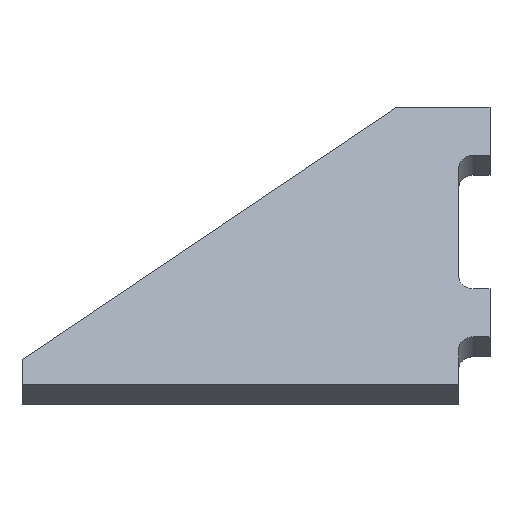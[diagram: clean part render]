
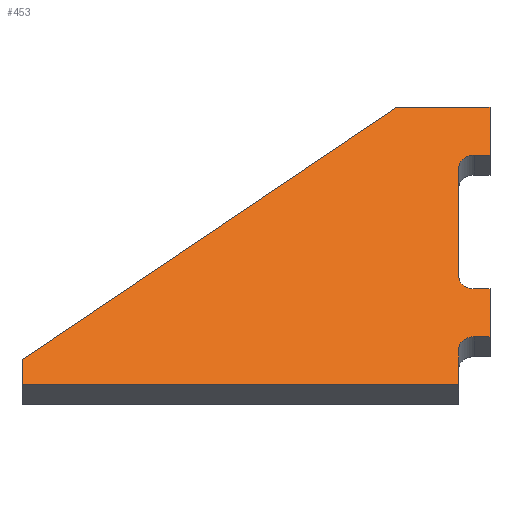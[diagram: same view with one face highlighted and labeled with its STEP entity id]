
A CAD part, left-side view. The second image highlights one B-rep face of the part: STEP entity #453.
In plain terms, the highlighted planar face has unit normal (-0.768, 0, 0.64).
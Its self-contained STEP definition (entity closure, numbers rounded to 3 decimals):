
#57=CARTESIAN_POINT('Line Origine',(92.446,11.,-10.627)) ;
#61=CARTESIAN_POINT('Vertex',(93.726,11.,-9.091)) ;
#63=CARTESIAN_POINT('Vertex',(91.165,11.,-12.164)) ;
#92=CARTESIAN_POINT('Line Origine',(82.746,11.,-22.267)) ;
#96=CARTESIAN_POINT('Vertex',(84.026,11.,-20.731)) ;
#98=CARTESIAN_POINT('Vertex',(81.465,11.,-23.804)) ;
#136=CARTESIAN_POINT('Vertex',(80.25,41.,-25.263)) ;
#141=CARTESIAN_POINT('Line Origine',(86.988,29.,-17.177)) ;
#145=CARTESIAN_POINT('Vertex',(93.726,17.,-9.091)) ;
#176=CARTESIAN_POINT('Vertex',(78.904,41.,-26.877)) ;
#181=CARTESIAN_POINT('Line Origine',(79.577,41.,-26.07)) ;
#207=CARTESIAN_POINT('Vertex',(78.904,13.,-26.877)) ;
#212=CARTESIAN_POINT('Line Origine',(78.904,27.,-26.877)) ;
#241=CARTESIAN_POINT('Line Origine',(93.726,15.,-9.091)) ;
#245=CARTESIAN_POINT('Vertex',(93.726,13.,-9.091)) ;
#248=CARTESIAN_POINT('Line Origine',(93.726,12.,-9.091)) ;
#272=CARTESIAN_POINT('Line Origine',(84.026,11.5,-20.731)) ;
#276=CARTESIAN_POINT('Vertex',(84.026,12.,-20.731)) ;
#307=CARTESIAN_POINT('Vertex',(84.666,13.,-19.963)) ;
#312=CARTESIAN_POINT('Axis2P3D Location',(84.666,12.,-19.963)) ;
#341=CARTESIAN_POINT('Line Origine',(81.465,11.5,-23.804)) ;
#345=CARTESIAN_POINT('Vertex',(81.465,12.,-23.804)) ;
#369=CARTESIAN_POINT('Vertex',(80.825,13.,-24.572)) ;
#374=CARTESIAN_POINT('Line Origine',(79.865,13.,-25.724)) ;
#396=CARTESIAN_POINT('Axis2P3D Location',(80.825,12.,-24.572)) ;
#413=CARTESIAN_POINT('Axis2P3D Location',(59.785,0.,-49.821)) ;
#418=CARTESIAN_POINT('Line Origine',(91.165,11.5,-12.164)) ;
#422=CARTESIAN_POINT('Vertex',(91.165,12.,-12.164)) ;
#426=CARTESIAN_POINT('Control Point',(84.666,13.,-19.963)) ;
#427=CARTESIAN_POINT('Control Point',(90.525,13.,-12.932)) ;
#428=CARTESIAN_POINT('Vertex',(90.525,13.,-12.932)) ;
#431=CARTESIAN_POINT('Axis2P3D Location',(90.525,12.,-12.932)) ;
#58=DIRECTION('Vector Direction',(-0.64,0.,-0.768)) ;
#93=DIRECTION('Vector Direction',(-0.64,0.,-0.768)) ;
#142=DIRECTION('Vector Direction',(-0.422,0.752,-0.507)) ;
#182=DIRECTION('Vector Direction',(-0.64,0.,-0.768)) ;
#213=DIRECTION('Vector Direction',(0.,-1.,0.)) ;
#242=DIRECTION('Vector Direction',(0.,1.,0.)) ;
#249=DIRECTION('Vector Direction',(0.,1.,0.)) ;
#273=DIRECTION('Vector Direction',(0.,1.,0.)) ;
#313=DIRECTION('Axis2P3D Direction',(-0.768,0.,0.64)) ;
#342=DIRECTION('Vector Direction',(0.,-1.,0.)) ;
#375=DIRECTION('Vector Direction',(0.64,0.,0.768)) ;
#397=DIRECTION('Axis2P3D Direction',(0.768,0.,-0.64)) ;
#414=DIRECTION('Axis2P3D Direction',(0.768,0.,-0.64)) ;
#415=DIRECTION('Axis2P3D XDirection',(0.,1.,0.)) ;
#419=DIRECTION('Vector Direction',(0.,-1.,0.)) ;
#432=DIRECTION('Axis2P3D Direction',(0.768,0.,-0.64)) ;
#314=AXIS2_PLACEMENT_3D('Circle Axis2P3D',#312,#313,$) ;
#398=AXIS2_PLACEMENT_3D('Circle Axis2P3D',#396,#397,$) ;
#416=AXIS2_PLACEMENT_3D('Plane Axis2P3D',#413,#414,#415) ;
#433=AXIS2_PLACEMENT_3D('Circle Axis2P3D',#431,#432,$) ;
#437=ORIENTED_EDGE('',*,*,#424,.F.) ;
#438=ORIENTED_EDGE('',*,*,#65,.F.) ;
#439=ORIENTED_EDGE('',*,*,#252,.F.) ;
#440=ORIENTED_EDGE('',*,*,#247,.F.) ;
#441=ORIENTED_EDGE('',*,*,#147,.F.) ;
#442=ORIENTED_EDGE('',*,*,#185,.F.) ;
#443=ORIENTED_EDGE('',*,*,#216,.F.) ;
#444=ORIENTED_EDGE('',*,*,#378,.F.) ;
#445=ORIENTED_EDGE('',*,*,#400,.T.) ;
#446=ORIENTED_EDGE('',*,*,#347,.F.) ;
#447=ORIENTED_EDGE('',*,*,#100,.F.) ;
#448=ORIENTED_EDGE('',*,*,#278,.F.) ;
#449=ORIENTED_EDGE('',*,*,#316,.T.) ;
#450=ORIENTED_EDGE('',*,*,#430,.F.) ;
#451=ORIENTED_EDGE('',*,*,#435,.T.) ;
#59=VECTOR('Line Direction',#58,1.) ;
#94=VECTOR('Line Direction',#93,1.) ;
#143=VECTOR('Line Direction',#142,1.) ;
#183=VECTOR('Line Direction',#182,1.) ;
#214=VECTOR('Line Direction',#213,1.) ;
#243=VECTOR('Line Direction',#242,1.) ;
#250=VECTOR('Line Direction',#249,1.) ;
#274=VECTOR('Line Direction',#273,1.) ;
#343=VECTOR('Line Direction',#342,1.) ;
#376=VECTOR('Line Direction',#375,1.) ;
#420=VECTOR('Line Direction',#419,1.) ;
#453=ADVANCED_FACE('Corps principal',(#452),#417,.F.) ;
#425=B_SPLINE_CURVE_WITH_KNOTS('',1,(#426,#427),.UNSPECIFIED.,.F.,.U.,(2,2),(9.,18.152),.UNSPECIFIED.) ;
#315=CIRCLE('generated circle',#314,1.) ;
#399=CIRCLE('generated circle',#398,1.) ;
#434=CIRCLE('generated circle',#433,1.) ;
#65=EDGE_CURVE('',#62,#64,#60,.T.) ;
#100=EDGE_CURVE('',#97,#99,#95,.T.) ;
#147=EDGE_CURVE('',#137,#146,#144,.F.) ;
#185=EDGE_CURVE('',#177,#137,#184,.F.) ;
#216=EDGE_CURVE('',#208,#177,#215,.F.) ;
#247=EDGE_CURVE('',#146,#246,#244,.F.) ;
#252=EDGE_CURVE('',#246,#62,#251,.F.) ;
#278=EDGE_CURVE('',#277,#97,#275,.F.) ;
#316=EDGE_CURVE('',#277,#308,#315,.F.) ;
#347=EDGE_CURVE('',#99,#346,#344,.F.) ;
#378=EDGE_CURVE('',#370,#208,#377,.F.) ;
#400=EDGE_CURVE('',#370,#346,#399,.T.) ;
#424=EDGE_CURVE('',#64,#423,#421,.F.) ;
#430=EDGE_CURVE('',#429,#308,#425,.F.) ;
#435=EDGE_CURVE('',#429,#423,#434,.T.) ;
#436=EDGE_LOOP('',(#437,#438,#439,#440,#441,#442,#443,#444,#445,#446,#447,#448,#449,#450,#451)) ;
#452=FACE_OUTER_BOUND('',#436,.T.) ;
#60=LINE('Line',#57,#59) ;
#95=LINE('Line',#92,#94) ;
#144=LINE('Line',#141,#143) ;
#184=LINE('Line',#181,#183) ;
#215=LINE('Line',#212,#214) ;
#244=LINE('Line',#241,#243) ;
#251=LINE('Line',#248,#250) ;
#275=LINE('Line',#272,#274) ;
#344=LINE('Line',#341,#343) ;
#377=LINE('Line',#374,#376) ;
#421=LINE('Line',#418,#420) ;
#417=PLANE('Plane',#416) ;
#62=VERTEX_POINT('',#61) ;
#64=VERTEX_POINT('',#63) ;
#97=VERTEX_POINT('',#96) ;
#99=VERTEX_POINT('',#98) ;
#137=VERTEX_POINT('',#136) ;
#146=VERTEX_POINT('',#145) ;
#177=VERTEX_POINT('',#176) ;
#208=VERTEX_POINT('',#207) ;
#246=VERTEX_POINT('',#245) ;
#277=VERTEX_POINT('',#276) ;
#308=VERTEX_POINT('',#307) ;
#346=VERTEX_POINT('',#345) ;
#370=VERTEX_POINT('',#369) ;
#423=VERTEX_POINT('',#422) ;
#429=VERTEX_POINT('',#428) ;
